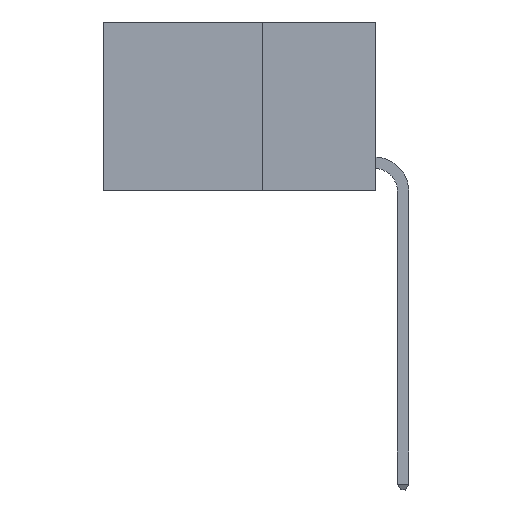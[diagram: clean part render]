
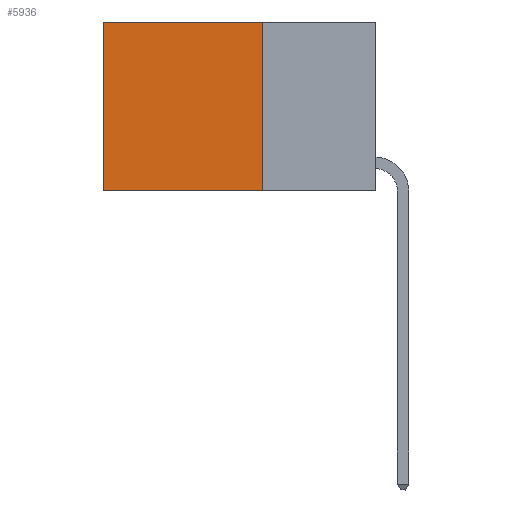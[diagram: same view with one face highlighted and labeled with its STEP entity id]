
A CAD part, left-side view. The second image highlights one B-rep face of the part: STEP entity #5936.
In plain terms, the highlighted planar face has unit normal (-1, 0, 0).
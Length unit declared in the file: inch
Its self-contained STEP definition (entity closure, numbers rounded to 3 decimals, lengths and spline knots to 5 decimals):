
#706 = DIRECTION ( 'NONE',  ( 1., 0., 0. ) ) ;
#1683 = VECTOR ( 'NONE', #8827, 39.37008 ) ;
#1795 = LINE ( 'NONE', #9469, #1683 ) ;
#2244 = AXIS2_PLACEMENT_3D ( 'NONE', #6686, #706, #7641 ) ;
#2766 = CARTESIAN_POINT ( 'NONE',  ( 0.2625, 0.6, 0. ) ) ;
#2820 = LINE ( 'NONE', #8553, #7538 ) ;
#3331 = CARTESIAN_POINT ( 'NONE',  ( 0.2625, 0.25, 0. ) ) ;
#3490 = EDGE_LOOP ( 'NONE', ( #6271, #10321, #5869, #4053 ) ) ;
#3564 = DIRECTION ( 'NONE',  ( 0., 0., -1. ) ) ;
#3832 = EDGE_CURVE ( 'NONE', #5064, #8686, #1795, .T. ) ;
#3895 = VERTEX_POINT ( 'NONE', #8130 ) ;
#4053 = ORIENTED_EDGE ( 'NONE', *, *, #3832, .T. ) ;
#4973 = LINE ( 'NONE', #11134, #11934 ) ;
#5064 = VERTEX_POINT ( 'NONE', #3331 ) ;
#5869 = ORIENTED_EDGE ( 'NONE', *, *, #10446, .F. ) ;
#5936 = ADVANCED_FACE ( 'NONE', ( #8675 ), #11873, .F. ) ;
#6271 = ORIENTED_EDGE ( 'NONE', *, *, #11918, .T. ) ;
#6686 = CARTESIAN_POINT ( 'NONE',  ( 0.2625, 0.25, 0. ) ) ;
#7283 = VECTOR ( 'NONE', #10880, 39.37008 ) ;
#7376 = CARTESIAN_POINT ( 'NONE',  ( 0.2625, 0.25, 0. ) ) ;
#7538 = VECTOR ( 'NONE', #3564, 39.37008 ) ;
#7641 = DIRECTION ( 'NONE',  ( 0., 0., -1. ) ) ;
#8130 = CARTESIAN_POINT ( 'NONE',  ( 0.2625, 0.6, -0.37 ) ) ;
#8164 = EDGE_CURVE ( 'NONE', #8913, #3895, #4973, .T. ) ;
#8553 = CARTESIAN_POINT ( 'NONE',  ( 0.2625, 0.6, 0. ) ) ;
#8675 = FACE_OUTER_BOUND ( 'NONE', #3490, .T. ) ;
#8686 = VERTEX_POINT ( 'NONE', #2766 ) ;
#8827 = DIRECTION ( 'NONE',  ( 0., 1., 0. ) ) ;
#8913 = VERTEX_POINT ( 'NONE', #10905 ) ;
#9469 = CARTESIAN_POINT ( 'NONE',  ( 0.2625, 0.25, 0. ) ) ;
#9508 = DIRECTION ( 'NONE',  ( 0., 1., 0. ) ) ;
#9709 = LINE ( 'NONE', #7376, #7283 ) ;
#10321 = ORIENTED_EDGE ( 'NONE', *, *, #8164, .F. ) ;
#10446 = EDGE_CURVE ( 'NONE', #5064, #8913, #9709, .T. ) ;
#10880 = DIRECTION ( 'NONE',  ( 0., 0., -1. ) ) ;
#10905 = CARTESIAN_POINT ( 'NONE',  ( 0.2625, 0.25, -0.37 ) ) ;
#11134 = CARTESIAN_POINT ( 'NONE',  ( 0.2625, 0.25, -0.37 ) ) ;
#11873 = PLANE ( 'NONE',  #2244 ) ;
#11918 = EDGE_CURVE ( 'NONE', #8686, #3895, #2820, .T. ) ;
#11934 = VECTOR ( 'NONE', #9508, 39.37008 ) ;
